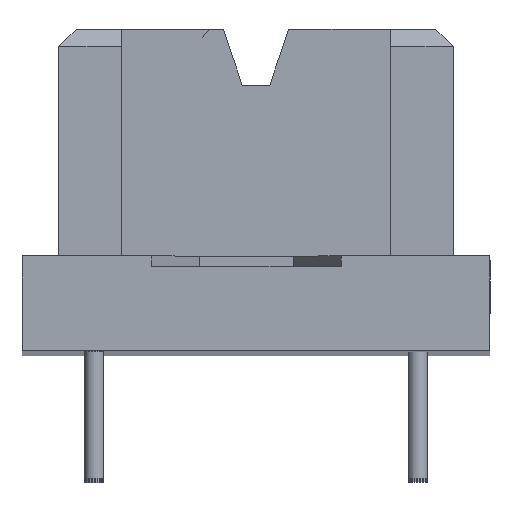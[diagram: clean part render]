
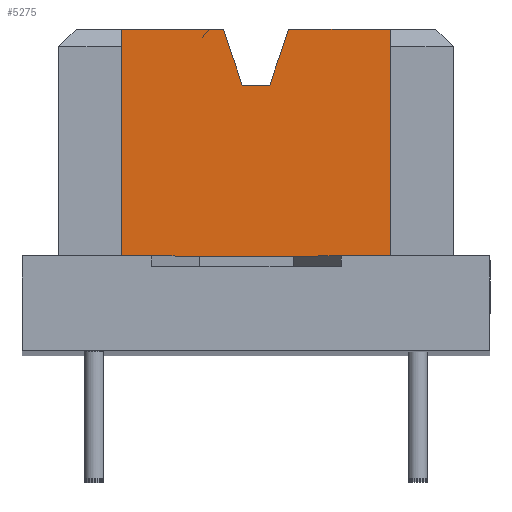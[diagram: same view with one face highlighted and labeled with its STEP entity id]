
A CAD part, top view. The second image highlights one B-rep face of the part: STEP entity #5275.
In plain terms, the highlighted planar face has unit normal (0, 0, 1).
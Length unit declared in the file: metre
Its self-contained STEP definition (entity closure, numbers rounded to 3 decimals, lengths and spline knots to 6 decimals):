
#121=LINE('',#7565,#669);
#122=LINE('',#7567,#670);
#123=LINE('',#7569,#671);
#124=LINE('',#7571,#672);
#125=LINE('',#7573,#673);
#126=LINE('',#7575,#674);
#127=LINE('',#7577,#675);
#128=LINE('',#7579,#676);
#669=VECTOR('',#6403,1.);
#670=VECTOR('',#6406,1.);
#671=VECTOR('',#6407,1.);
#672=VECTOR('',#6408,1.);
#673=VECTOR('',#6409,1.);
#674=VECTOR('',#6410,1.);
#675=VECTOR('',#6411,1.);
#676=VECTOR('',#6412,1.);
#1273=ORIENTED_EDGE('',*,*,#2418,.F.);
#1274=ORIENTED_EDGE('',*,*,#2419,.F.);
#1275=ORIENTED_EDGE('',*,*,#2420,.F.);
#1276=ORIENTED_EDGE('',*,*,#2421,.F.);
#1277=ORIENTED_EDGE('',*,*,#2422,.T.);
#1278=ORIENTED_EDGE('',*,*,#2423,.F.);
#1279=ORIENTED_EDGE('',*,*,#2424,.F.);
#1280=ORIENTED_EDGE('',*,*,#2417,.F.);
#2417=EDGE_CURVE('',#2989,#2933,#121,.T.);
#2418=EDGE_CURVE('',#2990,#2989,#122,.T.);
#2419=EDGE_CURVE('',#2991,#2990,#123,.T.);
#2420=EDGE_CURVE('',#2992,#2991,#124,.T.);
#2421=EDGE_CURVE('',#2993,#2992,#125,.T.);
#2422=EDGE_CURVE('',#2993,#2994,#126,.T.);
#2423=EDGE_CURVE('',#2995,#2994,#127,.T.);
#2424=EDGE_CURVE('',#2933,#2995,#128,.T.);
#2933=VERTEX_POINT('',#7452);
#2989=VERTEX_POINT('',#7564);
#2990=VERTEX_POINT('',#7568);
#2991=VERTEX_POINT('',#7570);
#2992=VERTEX_POINT('',#7572);
#2993=VERTEX_POINT('',#7574);
#2994=VERTEX_POINT('',#7576);
#2995=VERTEX_POINT('',#7578);
#3343=EDGE_LOOP('',(#1273,#1274,#1275,#1276,#1277,#1278,#1279,#1280));
#3627=FACE_BOUND('',#3343,.T.);
#3891=PLANE('',#6001);
#5275=ADVANCED_FACE('',(#3627),#3891,.F.);
#6001=AXIS2_PLACEMENT_3D('',#7566,#6404,#6405);
#6403=DIRECTION('',(1.,0.,0.));
#6404=DIRECTION('',(0.,0.,-1.));
#6405=DIRECTION('',(-1.,0.,0.));
#6406=DIRECTION('',(0.321,-0.947,0.));
#6407=DIRECTION('',(1.,0.,0.));
#6408=DIRECTION('',(0.,1.,0.));
#6409=DIRECTION('',(-1.,0.,0.));
#6410=DIRECTION('',(0.,1.,0.));
#6411=DIRECTION('',(1.,0.,0.));
#6412=DIRECTION('',(0.321,0.947,0.));
#7452=CARTESIAN_POINT('',(0.000431,0.00835,0.04081));
#7564=CARTESIAN_POINT('',(-0.000431,0.00835,0.04081));
#7565=CARTESIAN_POINT('',(-0.000431,0.00835,0.04081));
#7566=CARTESIAN_POINT('',(0.004225,0.00298,0.04081));
#7567=CARTESIAN_POINT('',(-0.001025,0.0101,0.04081));
#7568=CARTESIAN_POINT('',(-0.001025,0.0101,0.04081));
#7569=CARTESIAN_POINT('',(-0.004225,0.0101,0.04081));
#7570=CARTESIAN_POINT('',(-0.004225,0.0101,0.04081));
#7571=CARTESIAN_POINT('',(-0.004225,0.00298,0.04081));
#7572=CARTESIAN_POINT('',(-0.004225,0.00298,0.04081));
#7573=CARTESIAN_POINT('',(0.008185,0.00298,0.04081));
#7574=CARTESIAN_POINT('',(0.004225,0.00298,0.04081));
#7575=CARTESIAN_POINT('',(0.004225,0.00298,0.04081));
#7576=CARTESIAN_POINT('',(0.004225,0.0101,0.04081));
#7577=CARTESIAN_POINT('',(0.001025,0.0101,0.04081));
#7578=CARTESIAN_POINT('',(0.001025,0.0101,0.04081));
#7579=CARTESIAN_POINT('',(0.000431,0.00835,0.04081));
